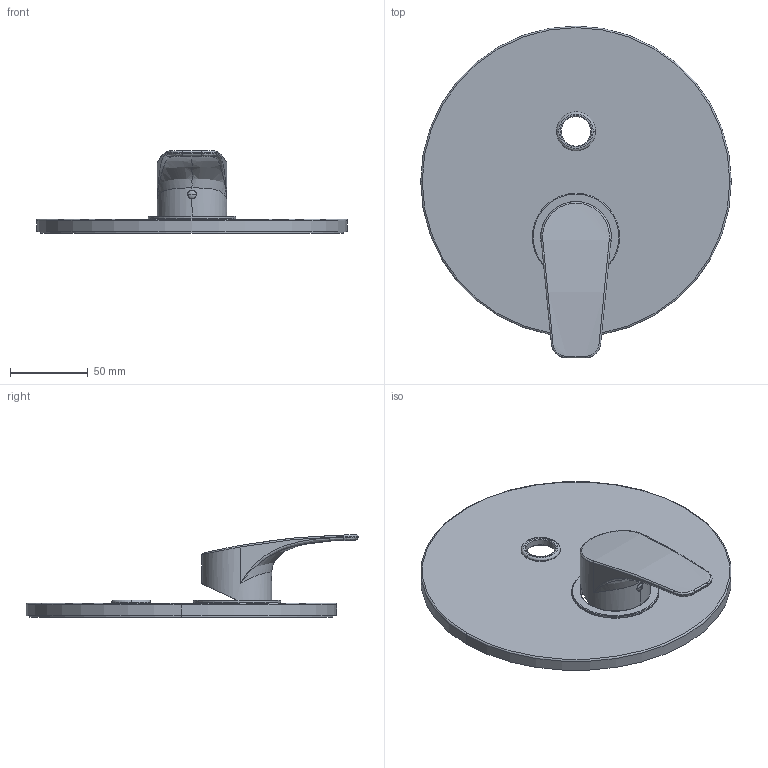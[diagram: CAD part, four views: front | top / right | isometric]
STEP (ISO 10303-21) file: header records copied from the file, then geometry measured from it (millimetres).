
FILE_DESCRIPTION((''),'2;1');
FILE_NAME('LM015CREST','2021-11-29T13:43:45',('ut3'),('PAFFONI SpA'),'CREO PARAMETRIC BY PTC INC, 2020044','CREO PARAMETRIC BY PTC INC, 2020044','');
FILE_SCHEMA(('CONFIG_CONTROL_DESIGN','SHAPE_APPEARANCE_LAYERS_GROUPS'));
Length unit declared in the file: millimetre
Products named in the file (1): LM015CREST
Bounding box: 200 x 213.8 x 53 mm (x, y, z)
Volume: 171512 mm3; surface area: 97384.6 mm2
Topology: 2 solids, 2 shells, 186 faces, 422 edges, 257 vertices
Faces by surface type: cylinder 60, plane 56, bspline 25, torus 24, cone 15, sphere 6
Entity records: 10274 total; most frequent: CARTESIAN_POINT 4870, ORIENTED_EDGE 840, DIRECTION 835, EDGE_CURVE 420, AXIS2_PLACEMENT_3D 340, VERTEX_POINT 257, EDGE_LOOP 209, FACE_OUTER_BOUND 186
